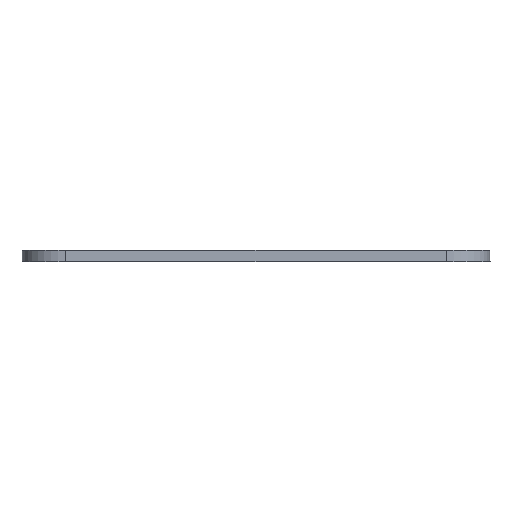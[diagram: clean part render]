
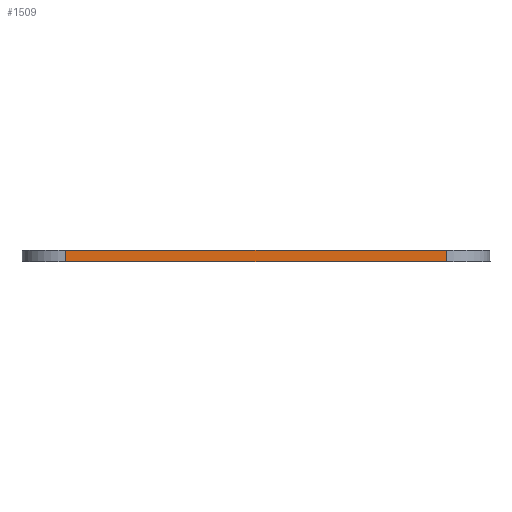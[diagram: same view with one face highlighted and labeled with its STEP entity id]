
A CAD part, left-side view. The second image highlights one B-rep face of the part: STEP entity #1509.
In plain terms, the highlighted planar face has unit normal (-1, 0, 0).
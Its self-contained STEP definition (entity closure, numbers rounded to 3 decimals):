
#67=PLANE('',#1639);
#103=FACE_OUTER_BOUND('',#194,.T.);
#194=EDGE_LOOP('',(#1101,#1102,#1103,#1104));
#288=LINE('',#2191,#428);
#317=LINE('',#2382,#457);
#318=LINE('',#2386,#458);
#319=LINE('',#2387,#459);
#428=VECTOR('',#1762,10.);
#457=VECTOR('',#1859,10.);
#458=VECTOR('',#1864,10.);
#459=VECTOR('',#1865,10.);
#642=VERTEX_POINT('',#2188);
#643=VERTEX_POINT('',#2190);
#712=VERTEX_POINT('',#2381);
#713=VERTEX_POINT('',#2385);
#796=EDGE_CURVE('',#642,#643,#288,.T.);
#866=EDGE_CURVE('',#643,#712,#317,.T.);
#868=EDGE_CURVE('',#713,#642,#318,.T.);
#869=EDGE_CURVE('',#713,#712,#319,.T.);
#1101=ORIENTED_EDGE('',*,*,#866,.F.);
#1102=ORIENTED_EDGE('',*,*,#796,.F.);
#1103=ORIENTED_EDGE('',*,*,#868,.F.);
#1104=ORIENTED_EDGE('',*,*,#869,.T.);
#1509=ADVANCED_FACE('',(#103),#67,.T.);
#1639=AXIS2_PLACEMENT_3D('',#2384,#1862,#1863);
#1762=DIRECTION('',(0.,1.,0.));
#1859=DIRECTION('',(0.,0.,1.));
#1862=DIRECTION('center_axis',(-1.,0.,0.));
#1863=DIRECTION('ref_axis',(0.,1.,0.));
#1864=DIRECTION('',(0.,0.,-1.));
#1865=DIRECTION('',(0.,1.,0.));
#2188=CARTESIAN_POINT('',(-163.909,-49.453,0.));
#2190=CARTESIAN_POINT('',(-163.909,46.847,0.));
#2191=CARTESIAN_POINT('',(-163.909,-30.378,0.));
#2381=CARTESIAN_POINT('',(-163.909,46.847,3.));
#2382=CARTESIAN_POINT('',(-163.909,46.847,3.1));
#2384=CARTESIAN_POINT('Origin',(-163.909,-59.453,3.1));
#2385=CARTESIAN_POINT('',(-163.909,-49.453,3.));
#2386=CARTESIAN_POINT('',(-163.909,-49.453,3.1));
#2387=CARTESIAN_POINT('',(-163.909,-30.378,3.));
